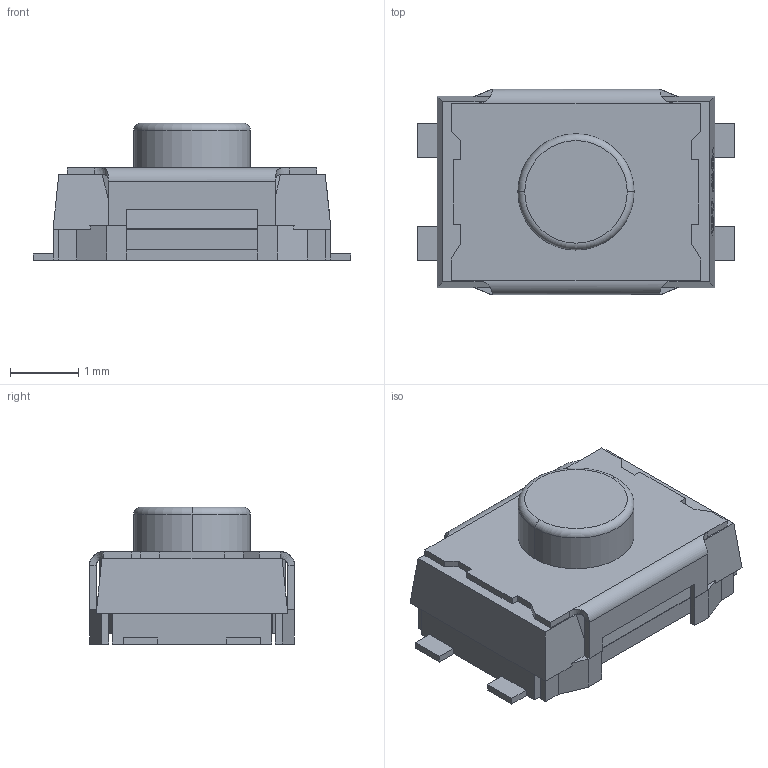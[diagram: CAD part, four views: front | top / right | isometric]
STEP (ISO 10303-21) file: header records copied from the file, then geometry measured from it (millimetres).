
FILE_DESCRIPTION (( 'STEP AP214' ), '1' );
FILE_NAME ('SW-SMD_4P-L3.7-W3.0-H2-P1.50-LS4.7.step', '2022-07-26T07:57:24', ( '' ), ( '' ), 'SwSTEP 2.0', 'SolidWorks 2021', '' );
FILE_SCHEMA (( 'AUTOMOTIVE_DESIGN' ));
Length unit declared in the file: millimetre
Products named in the file (1): SW-SMD_4P-L3.7-W3.0-H2-P1.50-LS4.7
Bounding box: 4.65 x 3 x 2.01 mm (x, y, z)
Volume: 16.2 mm3; surface area: 55.5 mm2
Topology: 1 solids, 1 shells, 431 faces, 1198 edges, 790 vertices
Faces by surface type: plane 316, bspline 102, cylinder 11, torus 2
Entity records: 17722 total; most frequent: CARTESIAN_POINT 3992, ORIENTED_EDGE 2396, DIRECTION 1651, EDGE_CURVE 1198, LINE 959, VECTOR 959, VERTEX_POINT 790, EDGE_LOOP 460
